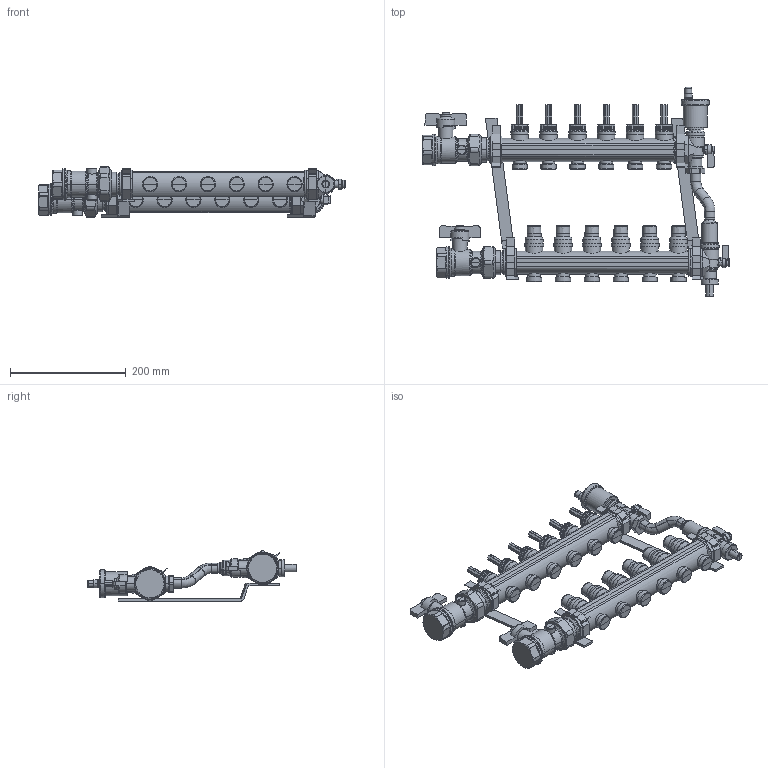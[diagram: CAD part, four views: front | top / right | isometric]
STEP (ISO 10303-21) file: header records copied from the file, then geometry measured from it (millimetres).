
FILE_DESCRIPTION(('CATIA V5 STEP Exchange'),'2;1');
FILE_NAME('STEP_6687F5S1_-_TST.stp','2019-09-17T07:34:31+00:00',('none'),('none'),'CATIA Version 5-6 Release 2016 SP4','CATIA V5 STEP AP203','none');
FILE_SCHEMA(('CONFIG_CONTROL_DESIGN'));
Products named in the file (1): 6687F5S1 - TST
Bounding box: 530.94 x 362.4 x 87.03 mm (x, y, z)
Volume: 2161851.2 mm3; surface area: 317449.9 mm2
Topology: 1 solids, 5 shells, 1626 faces, 5149 edges, 3571 vertices
Faces by surface type: cylinder 736, plane 549, cone 198, torus 131, bspline 12
Entity records: 64369 total; most frequent: CARTESIAN_POINT 22455, ORIENTED_EDGE 10286, DIRECTION 6421, EDGE_CURVE 5143, VERTEX_POINT 3571, AXIS2_PLACEMENT_3D 2892, VECTOR 1954, LINE 1954
